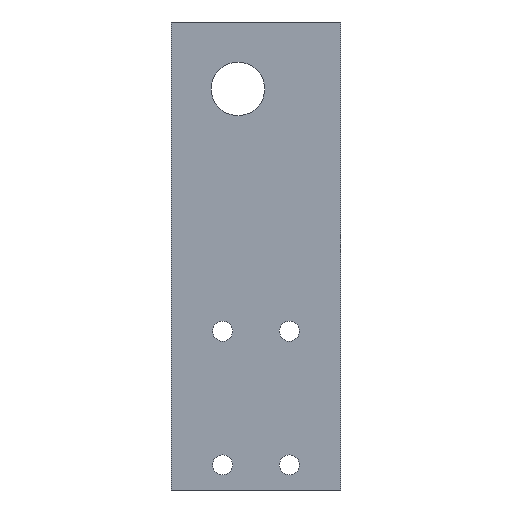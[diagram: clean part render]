
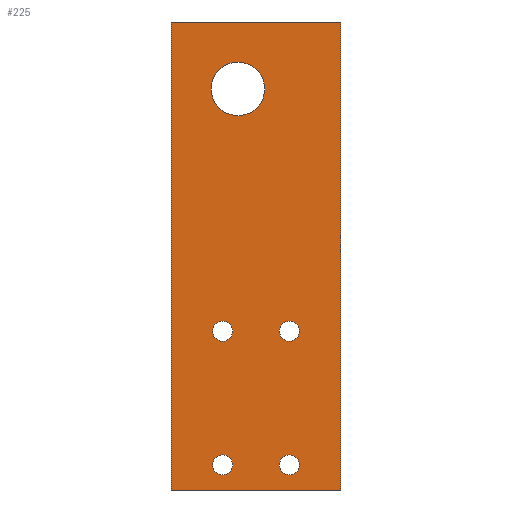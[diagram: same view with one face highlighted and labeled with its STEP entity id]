
A CAD part, front view. The second image highlights one B-rep face of the part: STEP entity #225.
In plain terms, the highlighted planar face has unit normal (0, -1, 0).
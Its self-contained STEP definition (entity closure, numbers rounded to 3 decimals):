
#1 = VECTOR ( 'NONE', #442, 1000. ) ;
#2 = CIRCLE ( 'NONE', #186, 16. ) ;
#13 = VECTOR ( 'NONE', #366, 1000. ) ;
#20 = EDGE_LOOP ( 'NONE', ( #106, #105 ) ) ;
#22 = EDGE_LOOP ( 'NONE', ( #115, #114 ) ) ;
#25 = EDGE_LOOP ( 'NONE', ( #111, #110 ) ) ;
#39 = EDGE_LOOP ( 'NONE', ( #113, #112 ) ) ;
#44 = VECTOR ( 'NONE', #388, 1000. ) ;
#53 = LINE ( 'NONE', #295, #13 ) ;
#54 = LINE ( 'NONE', #379, #44 ) ;
#55 = CIRCLE ( 'NONE', #242, 6. ) ;
#59 = EDGE_LOOP ( 'NONE', ( #108, #107, #102, #88 ) ) ;
#65 = EDGE_LOOP ( 'NONE', ( #103, #104 ) ) ;
#88 = ORIENTED_EDGE ( 'NONE', *, *, #167, .F. ) ;
#102 = ORIENTED_EDGE ( 'NONE', *, *, #173, .F. ) ;
#103 = ORIENTED_EDGE ( 'NONE', *, *, #244, .T. ) ;
#104 = ORIENTED_EDGE ( 'NONE', *, *, #250, .T. ) ;
#105 = ORIENTED_EDGE ( 'NONE', *, *, #179, .T. ) ;
#106 = ORIENTED_EDGE ( 'NONE', *, *, #161, .T. ) ;
#107 = ORIENTED_EDGE ( 'NONE', *, *, #258, .F. ) ;
#108 = ORIENTED_EDGE ( 'NONE', *, *, #248, .F. ) ;
#110 = ORIENTED_EDGE ( 'NONE', *, *, #180, .T. ) ;
#111 = ORIENTED_EDGE ( 'NONE', *, *, #259, .T. ) ;
#112 = ORIENTED_EDGE ( 'NONE', *, *, #178, .T. ) ;
#113 = ORIENTED_EDGE ( 'NONE', *, *, #252, .T. ) ;
#114 = ORIENTED_EDGE ( 'NONE', *, *, #241, .T. ) ;
#115 = ORIENTED_EDGE ( 'NONE', *, *, #174, .T. ) ;
#161 = EDGE_CURVE ( 'NONE', #262, #281, #55, .T. ) ;
#167 = EDGE_CURVE ( 'NONE', #287, #273, #54, .T. ) ;
#173 = EDGE_CURVE ( 'NONE', #273, #279, #53, .T. ) ;
#174 = EDGE_CURVE ( 'NONE', #275, #264, #2, .T. ) ;
#178 = EDGE_CURVE ( 'NONE', #269, #278, #501, .T. ) ;
#179 = EDGE_CURVE ( 'NONE', #281, #262, #503, .T. ) ;
#180 = EDGE_CURVE ( 'NONE', #282, #271, #505, .T. ) ;
#186 = AXIS2_PLACEMENT_3D ( 'NONE', #362, #367, #368 ) ;
#188 = AXIS2_PLACEMENT_3D ( 'NONE', #365, #363, #360 ) ;
#189 = AXIS2_PLACEMENT_3D ( 'NONE', #349, #351, #353 ) ;
#190 = AXIS2_PLACEMENT_3D ( 'NONE', #371, #356, #355 ) ;
#191 = AXIS2_PLACEMENT_3D ( 'NONE', #297, #385, #377 ) ;
#192 = AXIS2_PLACEMENT_3D ( 'NONE', #411, #412, #391 ) ;
#196 = AXIS2_PLACEMENT_3D ( 'NONE', #347, #338, #337 ) ;
#212 = AXIS2_PLACEMENT_3D ( 'NONE', #420, #428, #429 ) ;
#213 = AXIS2_PLACEMENT_3D ( 'NONE', #427, #425, #426 ) ;
#216 = AXIS2_PLACEMENT_3D ( 'NONE', #424, #444, #445 ) ;
#225 = ADVANCED_FACE ( 'NONE', ( #502, #515, #518, #520, #516, #513 ), #343, .T. ) ;
#241 = EDGE_CURVE ( 'NONE', #264, #275, #547, .T. ) ;
#242 = AXIS2_PLACEMENT_3D ( 'NONE', #374, #399, #375 ) ;
#244 = EDGE_CURVE ( 'NONE', #284, #266, #550, .T. ) ;
#248 = EDGE_CURVE ( 'NONE', #285, #287, #545, .T. ) ;
#250 = EDGE_CURVE ( 'NONE', #266, #284, #558, .T. ) ;
#252 = EDGE_CURVE ( 'NONE', #278, #269, #562, .T. ) ;
#258 = EDGE_CURVE ( 'NONE', #279, #285, #568, .T. ) ;
#259 = EDGE_CURVE ( 'NONE', #271, #282, #569, .T. ) ;
#262 = VERTEX_POINT ( 'NONE', #447 ) ;
#264 = VERTEX_POINT ( 'NONE', #451 ) ;
#266 = VERTEX_POINT ( 'NONE', #452 ) ;
#269 = VERTEX_POINT ( 'NONE', #443 ) ;
#271 = VERTEX_POINT ( 'NONE', #455 ) ;
#273 = VERTEX_POINT ( 'NONE', #457 ) ;
#275 = VERTEX_POINT ( 'NONE', #459 ) ;
#278 = VERTEX_POINT ( 'NONE', #461 ) ;
#279 = VERTEX_POINT ( 'NONE', #462 ) ;
#281 = VERTEX_POINT ( 'NONE', #464 ) ;
#282 = VERTEX_POINT ( 'NONE', #465 ) ;
#284 = VERTEX_POINT ( 'NONE', #467 ) ;
#285 = VERTEX_POINT ( 'NONE', #468 ) ;
#287 = VERTEX_POINT ( 'NONE', #469 ) ;
#295 = CARTESIAN_POINT ( 'NONE',  ( 101.6, 0., 0. ) ) ;
#297 = CARTESIAN_POINT ( 'NONE',  ( 40., 0., -40. ) ) ;
#337 = DIRECTION ( 'NONE',  ( 0., 0., -1. ) ) ;
#338 = DIRECTION ( 'NONE',  ( 0., -1., 0. ) ) ;
#343 = PLANE ( 'NONE',  #196 ) ;
#347 = CARTESIAN_POINT ( 'NONE',  ( 0., 0., -280. ) ) ;
#349 = CARTESIAN_POINT ( 'NONE',  ( 30.8, 0., -265. ) ) ;
#351 = DIRECTION ( 'NONE',  ( 0., 1., 0. ) ) ;
#353 = DIRECTION ( 'NONE',  ( 0., 0., 1. ) ) ;
#355 = DIRECTION ( 'NONE',  ( 0., 0., 1. ) ) ;
#356 = DIRECTION ( 'NONE',  ( 0., 1., 0. ) ) ;
#360 = DIRECTION ( 'NONE',  ( 0., 0., 1. ) ) ;
#362 = CARTESIAN_POINT ( 'NONE',  ( 40., 0., -40. ) ) ;
#363 = DIRECTION ( 'NONE',  ( 0., 1., 0. ) ) ;
#365 = CARTESIAN_POINT ( 'NONE',  ( 30.8, 0., -185. ) ) ;
#366 = DIRECTION ( 'NONE',  ( 0., 0., -1. ) ) ;
#367 = DIRECTION ( 'NONE',  ( 0., 1., 0. ) ) ;
#368 = DIRECTION ( 'NONE',  ( 0., 0., 1. ) ) ;
#371 = CARTESIAN_POINT ( 'NONE',  ( 70.8, 0., -185. ) ) ;
#374 = CARTESIAN_POINT ( 'NONE',  ( 30.8, 0., -265. ) ) ;
#375 = DIRECTION ( 'NONE',  ( 0., 0., 1. ) ) ;
#377 = DIRECTION ( 'NONE',  ( 0., 0., 1. ) ) ;
#379 = CARTESIAN_POINT ( 'NONE',  ( 0., 0., 0. ) ) ;
#385 = DIRECTION ( 'NONE',  ( 0., 1., 0. ) ) ;
#388 = DIRECTION ( 'NONE',  ( 1., 0., 0. ) ) ;
#391 = DIRECTION ( 'NONE',  ( 0., 0., 1. ) ) ;
#399 = DIRECTION ( 'NONE',  ( 0., 1., 0. ) ) ;
#411 = CARTESIAN_POINT ( 'NONE',  ( 70.8, 0., -265. ) ) ;
#412 = DIRECTION ( 'NONE',  ( 0., 1., 0. ) ) ;
#416 = CARTESIAN_POINT ( 'NONE',  ( 0., 0., 0. ) ) ;
#417 = DIRECTION ( 'NONE',  ( 0., 0., 1. ) ) ;
#420 = CARTESIAN_POINT ( 'NONE',  ( 70.8, 0., -265. ) ) ;
#424 = CARTESIAN_POINT ( 'NONE',  ( 70.8, 0., -185. ) ) ;
#425 = DIRECTION ( 'NONE',  ( 0., 1., 0. ) ) ;
#426 = DIRECTION ( 'NONE',  ( 0., 0., 1. ) ) ;
#427 = CARTESIAN_POINT ( 'NONE',  ( 30.8, 0., -185. ) ) ;
#428 = DIRECTION ( 'NONE',  ( 0., 1., 0. ) ) ;
#429 = DIRECTION ( 'NONE',  ( 0., 0., 1. ) ) ;
#441 = CARTESIAN_POINT ( 'NONE',  ( 0., 0., -280. ) ) ;
#442 = DIRECTION ( 'NONE',  ( -1., 0., 0. ) ) ;
#443 = CARTESIAN_POINT ( 'NONE',  ( 30.8, 0., -191. ) ) ;
#444 = DIRECTION ( 'NONE',  ( 0., 1., 0. ) ) ;
#445 = DIRECTION ( 'NONE',  ( 0., 0., 1. ) ) ;
#447 = CARTESIAN_POINT ( 'NONE',  ( 30.8, 0., -259. ) ) ;
#451 = CARTESIAN_POINT ( 'NONE',  ( 40., 0., -56. ) ) ;
#452 = CARTESIAN_POINT ( 'NONE',  ( 70.8, 0., -271. ) ) ;
#455 = CARTESIAN_POINT ( 'NONE',  ( 70.8, 0., -179. ) ) ;
#457 = CARTESIAN_POINT ( 'NONE',  ( 101.6, 0., 0. ) ) ;
#459 = CARTESIAN_POINT ( 'NONE',  ( 40., 0., -24. ) ) ;
#461 = CARTESIAN_POINT ( 'NONE',  ( 30.8, 0., -179. ) ) ;
#462 = CARTESIAN_POINT ( 'NONE',  ( 101.6, 0., -280. ) ) ;
#464 = CARTESIAN_POINT ( 'NONE',  ( 30.8, 0., -271. ) ) ;
#465 = CARTESIAN_POINT ( 'NONE',  ( 70.8, 0., -191. ) ) ;
#467 = CARTESIAN_POINT ( 'NONE',  ( 70.8, 0., -259. ) ) ;
#468 = CARTESIAN_POINT ( 'NONE',  ( 0., 0., -280. ) ) ;
#469 = CARTESIAN_POINT ( 'NONE',  ( 0., 0., 0. ) ) ;
#501 = CIRCLE ( 'NONE', #188, 6. ) ;
#502 = FACE_BOUND ( 'NONE', #22, .T. ) ;
#503 = CIRCLE ( 'NONE', #189, 6. ) ;
#505 = CIRCLE ( 'NONE', #190, 6. ) ;
#513 = FACE_OUTER_BOUND ( 'NONE', #59, .T. ) ;
#515 = FACE_BOUND ( 'NONE', #39, .T. ) ;
#516 = FACE_BOUND ( 'NONE', #20, .T. ) ;
#518 = FACE_BOUND ( 'NONE', #25, .T. ) ;
#520 = FACE_BOUND ( 'NONE', #65, .T. ) ;
#545 = LINE ( 'NONE', #416, #548 ) ;
#547 = CIRCLE ( 'NONE', #191, 16. ) ;
#548 = VECTOR ( 'NONE', #417, 1000. ) ;
#550 = CIRCLE ( 'NONE', #192, 6. ) ;
#558 = CIRCLE ( 'NONE', #212, 6. ) ;
#562 = CIRCLE ( 'NONE', #213, 6. ) ;
#568 = LINE ( 'NONE', #441, #1 ) ;
#569 = CIRCLE ( 'NONE', #216, 6. ) ;
